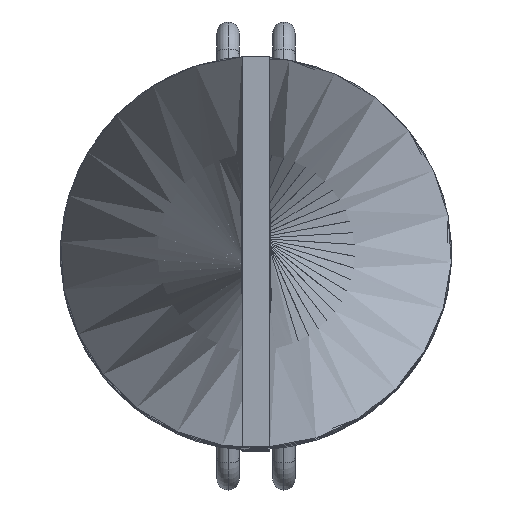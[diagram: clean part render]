
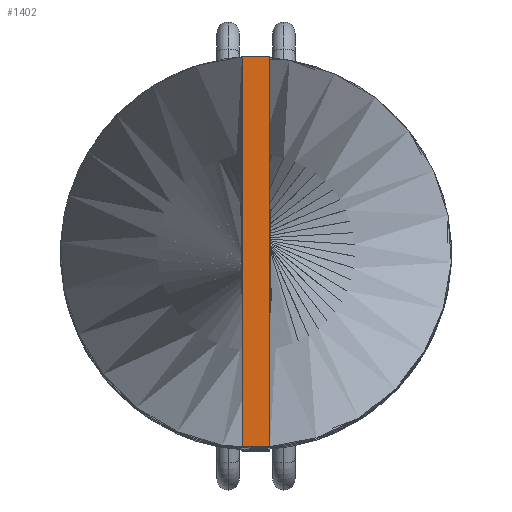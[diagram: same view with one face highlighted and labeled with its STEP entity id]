
A CAD part, top view. The second image highlights one B-rep face of the part: STEP entity #1402.
In plain terms, the highlighted planar face has unit normal (0, 0, 1).
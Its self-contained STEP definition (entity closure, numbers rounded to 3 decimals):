
#58 = AXIS2_PLACEMENT_3D ( 'NONE', #3725, #3418, #111 ) ;
#111 = DIRECTION ( 'NONE',  ( 1., 0., 0. ) ) ;
#123 = VECTOR ( 'NONE', #1430, 1000. ) ;
#143 = EDGE_CURVE ( 'NONE', #802, #1545, #1811, .T. ) ;
#294 = CARTESIAN_POINT ( 'NONE',  ( -0.5, -7., 100. ) ) ;
#802 = VERTEX_POINT ( 'NONE', #3647 ) ;
#980 = ORIENTED_EDGE ( 'NONE', *, *, #1010, .T. ) ;
#1010 = EDGE_CURVE ( 'NONE', #1950, #3976, #1729, .T. ) ;
#1024 = DIRECTION ( 'NONE',  ( -1., 0., 0. ) ) ;
#1079 = PLANE ( 'NONE',  #58 ) ;
#1281 = LINE ( 'NONE', #294, #3211 ) ;
#1402 = ADVANCED_FACE ( 'NONE', ( #3702 ), #1079, .T. ) ;
#1430 = DIRECTION ( 'NONE',  ( 0., -1., 0. ) ) ;
#1545 = VERTEX_POINT ( 'NONE', #2110 ) ;
#1551 = ORIENTED_EDGE ( 'NONE', *, *, #3713, .T. ) ;
#1729 = LINE ( 'NONE', #1748, #123 ) ;
#1748 = CARTESIAN_POINT ( 'NONE',  ( -0.5, 7., 100. ) ) ;
#1769 = DIRECTION ( 'NONE',  ( 0., 1., 0. ) ) ;
#1811 = LINE ( 'NONE', #3115, #3550 ) ;
#1950 = VERTEX_POINT ( 'NONE', #2997 ) ;
#2110 = CARTESIAN_POINT ( 'NONE',  ( 0.5, 7., 100. ) ) ;
#2431 = ORIENTED_EDGE ( 'NONE', *, *, #2702, .T. ) ;
#2663 = LINE ( 'NONE', #2949, #3359 ) ;
#2702 = EDGE_CURVE ( 'NONE', #1545, #1950, #2663, .T. ) ;
#2949 = CARTESIAN_POINT ( 'NONE',  ( 0.5, 7., 100. ) ) ;
#2997 = CARTESIAN_POINT ( 'NONE',  ( -0.5, 7., 100. ) ) ;
#3015 = EDGE_LOOP ( 'NONE', ( #2431, #980, #1551, #3131 ) ) ;
#3115 = CARTESIAN_POINT ( 'NONE',  ( 0.5, -7., 100. ) ) ;
#3131 = ORIENTED_EDGE ( 'NONE', *, *, #143, .T. ) ;
#3211 = VECTOR ( 'NONE', #3299, 1000. ) ;
#3299 = DIRECTION ( 'NONE',  ( 1., 0., 0. ) ) ;
#3359 = VECTOR ( 'NONE', #1024, 1000. ) ;
#3418 = DIRECTION ( 'NONE',  ( 0., 0., 1. ) ) ;
#3502 = CARTESIAN_POINT ( 'NONE',  ( -0.5, -7., 100. ) ) ;
#3550 = VECTOR ( 'NONE', #1769, 1000. ) ;
#3647 = CARTESIAN_POINT ( 'NONE',  ( 0.5, -7., 100. ) ) ;
#3702 = FACE_OUTER_BOUND ( 'NONE', #3015, .T. ) ;
#3713 = EDGE_CURVE ( 'NONE', #3976, #802, #1281, .T. ) ;
#3725 = CARTESIAN_POINT ( 'NONE',  ( 0., 0., 100. ) ) ;
#3976 = VERTEX_POINT ( 'NONE', #3502 ) ;
